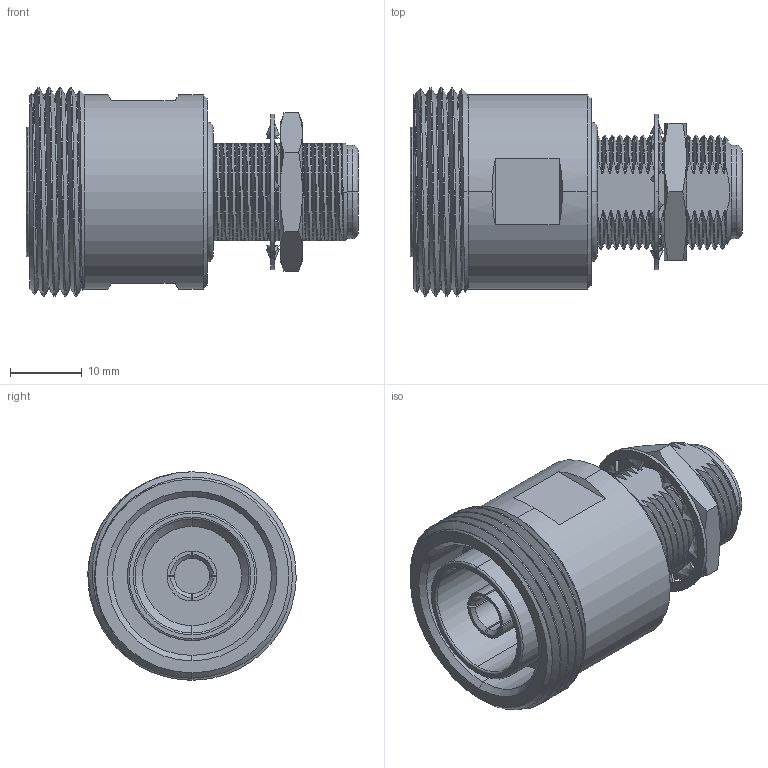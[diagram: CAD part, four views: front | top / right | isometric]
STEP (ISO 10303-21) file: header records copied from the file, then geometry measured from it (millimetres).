
FILE_DESCRIPTION (( 'STEP AP203' ), '1' );
FILE_NAME ('PE91215.step', '2018-11-13T21:39:07', ( '' ), ( '' ), 'SwSTEP 2.0', 'SolidWorks 2017', '' );
FILE_SCHEMA (( 'CONFIG_CONTROL_DESIGN' ));
Length unit declared in the file: inch
Products named in the file (1): PE91215
Bounding box: 46.2 x 28.98 x 29 mm (x, y, z)
Volume: 14315.3 mm3; surface area: 9144.2 mm2
Topology: 4 solids, 4 shells, 399 faces, 1147 edges, 764 vertices
Faces by surface type: bspline 158, cylinder 121, plane 68, cone 42, torus 10
Entity records: 91315 total; most frequent: CARTESIAN_POINT 82766, ORIENTED_EDGE 2294, DIRECTION 1174, EDGE_CURVE 1147, VERTEX_POINT 764, AXIS2_PLACEMENT_3D 428, EDGE_LOOP 413, FACE_OUTER_BOUND 399
